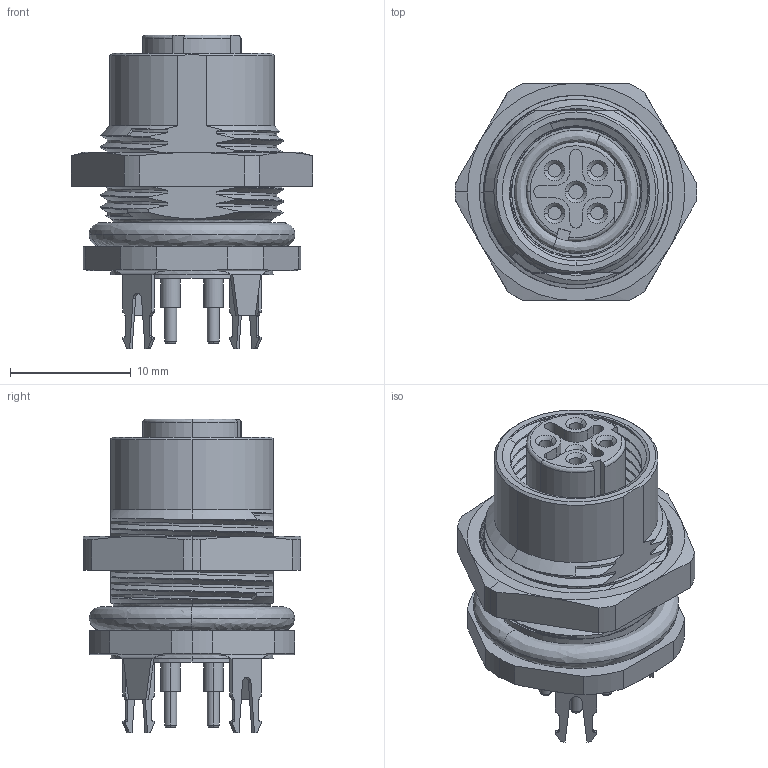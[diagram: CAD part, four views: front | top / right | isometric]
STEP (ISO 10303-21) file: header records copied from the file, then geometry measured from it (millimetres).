
FILE_DESCRIPTION (( 'STEP AP214' ), '1' );
FILE_NAME ('J80020A0221H50.STEP', '2018-02-26T11:08:57', ( '' ), ( '' ), 'SwSTEP 2.0', 'SolidWorks 2017', '' );
FILE_SCHEMA (( 'AUTOMOTIVE_DESIGN' ));
Length unit declared in the file: millimetre
Products named in the file (2): j80020A0221; J80020A0221H50
Assembly tree (1 placements, depth 2):
  J80020A0221H50
    j80020A0221
Bounding box: 20 x 18 x 25.95 mm (x, y, z)
Volume: 2587.9 mm3; surface area: 4057.4 mm2
Topology: 3 solids, 3 shells, 443 faces, 1178 edges, 761 vertices
Faces by surface type: cylinder 213, plane 134, bspline 49, cone 47
Entity records: 23059 total; most frequent: CARTESIAN_POINT 12790, ORIENTED_EDGE 2356, DIRECTION 1932, EDGE_CURVE 1178, VERTEX_POINT 761, AXIS2_PLACEMENT_3D 707, LINE 518, VECTOR 518
